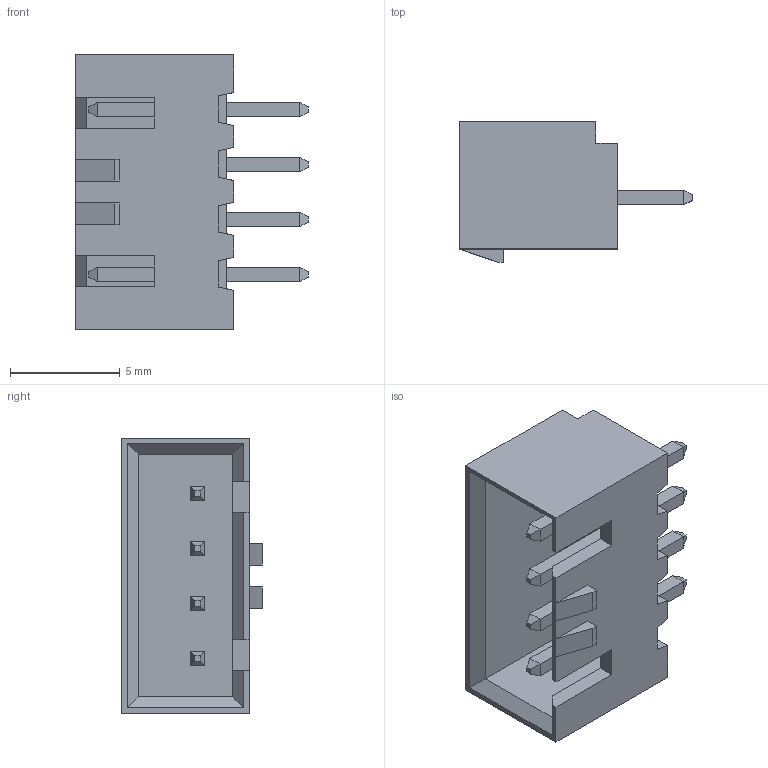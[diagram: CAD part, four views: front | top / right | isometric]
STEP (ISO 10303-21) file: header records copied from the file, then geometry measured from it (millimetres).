
FILE_DESCRIPTION (( 'STEP AP214' ), '1' );
FILE_NAME ('FWF25012-S04S22W1B-REF.STEP', '2025-06-13T02:34:43', ( '' ), ( '' ), 'SwSTEP 2.0', 'SolidWorks 2021', '' );
FILE_SCHEMA (( 'AUTOMOTIVE_DESIGN' ));
Length unit declared in the file: millimetre
Products named in the file (1): FWF25012-S04S22W1B-REF
Bounding box: 10.6 x 6.4 x 12.5 mm (x, y, z)
Volume: 217.1 mm3; surface area: 677.8 mm2
Topology: 1 solids, 1 shells, 132 faces, 326 edges, 204 vertices
Faces by surface type: plane 132
Entity records: 5234 total; most frequent: CARTESIAN_POINT 663, ORIENTED_EDGE 652, DIRECTION 592, EDGE_CURVE 326, LINE 326, VECTOR 326, VERTEX_POINT 204, EDGE_LOOP 140
